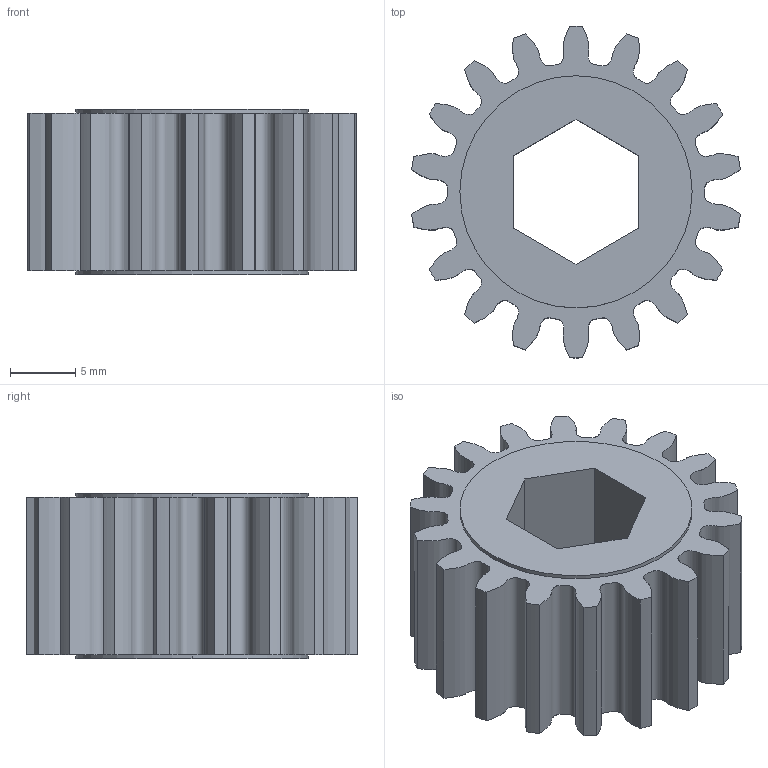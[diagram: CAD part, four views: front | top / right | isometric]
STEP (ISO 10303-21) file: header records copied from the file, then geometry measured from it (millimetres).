
FILE_DESCRIPTION (( 'STEP AP214' ), '1' );
FILE_NAME ('217-3208-STEP.STEP', '2013-12-09T15:48:28', ( '' ), ( '' ), 'SwSTEP 2.0', 'SolidWorks 2013', '' );
FILE_SCHEMA (( 'AUTOMOTIVE_DESIGN' ));
Length unit declared in the file: millimetre
Products named in the file (1): 217-3208-STEP
Bounding box: 25.17 x 25.4 x 12.65 mm (x, y, z)
Volume: 4098.8 mm3; surface area: 2845.4 mm2
Topology: 1 solids, 1 shells, 50 faces, 138 edges, 92 vertices
Faces by surface type: cylinder 22, bspline 18, plane 10
Entity records: 6864 total; most frequent: CARTESIAN_POINT 5627, ORIENTED_EDGE 276, DIRECTION 212, EDGE_CURVE 138, VERTEX_POINT 92, AXIS2_PLACEMENT_3D 77, LINE 58, VECTOR 58
